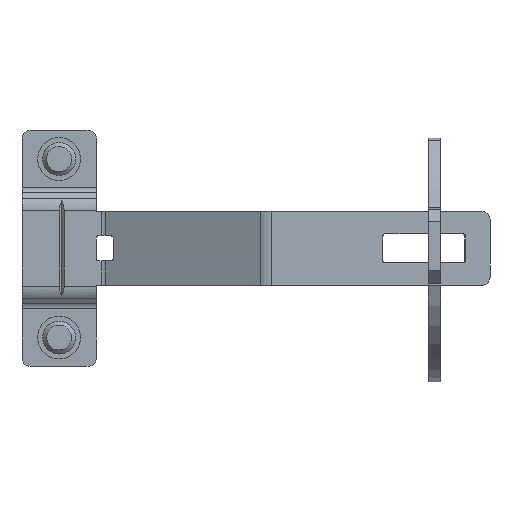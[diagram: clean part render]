
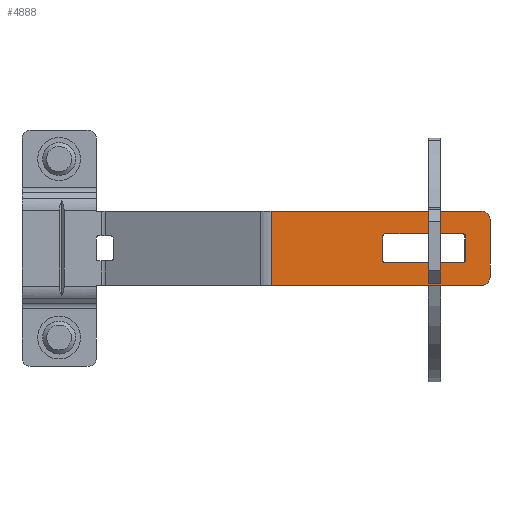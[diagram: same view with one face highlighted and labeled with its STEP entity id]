
A CAD part, front view. The second image highlights one B-rep face of the part: STEP entity #4888.
In plain terms, the highlighted planar face has unit normal (0.052, -0.999, 0).
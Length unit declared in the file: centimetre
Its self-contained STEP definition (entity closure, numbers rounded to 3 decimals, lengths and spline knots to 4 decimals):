
#121=FACE_BOUND('',#816,.T.);
#219=CIRCLE('',#5253,0.025);
#221=CIRCLE('',#5257,0.025);
#223=CIRCLE('',#5261,0.025);
#225=CIRCLE('',#5265,0.025);
#228=CIRCLE('',#5270,0.1);
#229=CIRCLE('',#5273,0.1);
#541=FACE_OUTER_BOUND('',#815,.T.);
#815=EDGE_LOOP('',(#3538,#3539,#3540,#3541,#3542,#3543));
#816=EDGE_LOOP('',(#3544,#3545,#3546,#3547,#3548,#3549,#3550,#3551));
#1179=LINE('',#7562,#1617);
#1183=LINE('',#7574,#1621);
#1187=LINE('',#7586,#1625);
#1192=LINE('',#7598,#1630);
#1195=LINE('',#7610,#1633);
#1198=LINE('',#7616,#1636);
#1199=LINE('',#7620,#1637);
#1200=LINE('',#7621,#1638);
#1617=VECTOR('',#6148,1.);
#1621=VECTOR('',#6160,1.);
#1625=VECTOR('',#6172,1.);
#1630=VECTOR('',#6185,1.);
#1633=VECTOR('',#6196,1.);
#1636=VECTOR('',#6201,1.);
#1637=VECTOR('',#6204,1.);
#1638=VECTOR('',#6205,1.);
#2051=VERTEX_POINT('',#7552);
#2052=VERTEX_POINT('',#7553);
#2055=VERTEX_POINT('',#7561);
#2057=VERTEX_POINT('',#7567);
#2059=VERTEX_POINT('',#7573);
#2061=VERTEX_POINT('',#7579);
#2063=VERTEX_POINT('',#7585);
#2065=VERTEX_POINT('',#7591);
#2069=VERTEX_POINT('',#7603);
#2070=VERTEX_POINT('',#7605);
#2071=VERTEX_POINT('',#7609);
#2073=VERTEX_POINT('',#7615);
#2074=VERTEX_POINT('',#7617);
#2075=VERTEX_POINT('',#7619);
#2573=EDGE_CURVE('',#2051,#2052,#219,.T.);
#2577=EDGE_CURVE('',#2055,#2052,#1179,.T.);
#2580=EDGE_CURVE('',#2055,#2057,#221,.T.);
#2583=EDGE_CURVE('',#2059,#2057,#1183,.T.);
#2586=EDGE_CURVE('',#2059,#2061,#223,.T.);
#2589=EDGE_CURVE('',#2063,#2061,#1187,.T.);
#2592=EDGE_CURVE('',#2063,#2065,#225,.T.);
#2596=EDGE_CURVE('',#2051,#2065,#1192,.T.);
#2599=EDGE_CURVE('',#2069,#2070,#228,.T.);
#2601=EDGE_CURVE('',#2071,#2070,#1195,.T.);
#2604=EDGE_CURVE('',#2069,#2073,#1198,.T.);
#2605=EDGE_CURVE('',#2074,#2073,#229,.T.);
#2606=EDGE_CURVE('',#2074,#2075,#1199,.T.);
#2607=EDGE_CURVE('',#2075,#2071,#1200,.T.);
#3538=ORIENTED_EDGE('',*,*,#2599,.F.);
#3539=ORIENTED_EDGE('',*,*,#2604,.T.);
#3540=ORIENTED_EDGE('',*,*,#2605,.F.);
#3541=ORIENTED_EDGE('',*,*,#2606,.T.);
#3542=ORIENTED_EDGE('',*,*,#2607,.T.);
#3543=ORIENTED_EDGE('',*,*,#2601,.T.);
#3544=ORIENTED_EDGE('',*,*,#2596,.T.);
#3545=ORIENTED_EDGE('',*,*,#2592,.F.);
#3546=ORIENTED_EDGE('',*,*,#2589,.T.);
#3547=ORIENTED_EDGE('',*,*,#2586,.F.);
#3548=ORIENTED_EDGE('',*,*,#2583,.T.);
#3549=ORIENTED_EDGE('',*,*,#2580,.F.);
#3550=ORIENTED_EDGE('',*,*,#2577,.T.);
#3551=ORIENTED_EDGE('',*,*,#2573,.F.);
#4329=PLANE('',#5272);
#4888=ADVANCED_FACE('',(#541,#121),#4329,.F.);
#5253=AXIS2_PLACEMENT_3D('',#7554,#6140,#6141);
#5257=AXIS2_PLACEMENT_3D('',#7568,#6153,#6154);
#5261=AXIS2_PLACEMENT_3D('',#7580,#6165,#6166);
#5265=AXIS2_PLACEMENT_3D('',#7592,#6177,#6178);
#5270=AXIS2_PLACEMENT_3D('',#7606,#6191,#6192);
#5272=AXIS2_PLACEMENT_3D('',#7614,#6199,#6200);
#5273=AXIS2_PLACEMENT_3D('',#7618,#6202,#6203);
#6140=DIRECTION('center_axis',(0.052,-0.999,0.));
#6141=DIRECTION('ref_axis',(-0.706,-0.037,0.707));
#6148=DIRECTION('',(0.,0.,1.));
#6153=DIRECTION('center_axis',(0.052,-0.999,0.));
#6154=DIRECTION('ref_axis',(-0.706,-0.037,-0.707));
#6160=DIRECTION('',(-0.999,-0.052,0.));
#6165=DIRECTION('center_axis',(0.052,-0.999,0.));
#6166=DIRECTION('ref_axis',(0.706,0.037,-0.707));
#6172=DIRECTION('',(0.,0.,-1.));
#6177=DIRECTION('center_axis',(0.052,-0.999,0.));
#6178=DIRECTION('ref_axis',(0.706,0.037,0.707));
#6185=DIRECTION('',(0.999,0.052,0.));
#6191=DIRECTION('center_axis',(-0.052,0.999,0.));
#6192=DIRECTION('ref_axis',(0.706,0.037,-0.707));
#6196=DIRECTION('',(0.999,0.052,0.));
#6199=DIRECTION('center_axis',(-0.052,0.999,0.));
#6200=DIRECTION('ref_axis',(0.999,0.052,0.));
#6201=DIRECTION('',(0.,0.,1.));
#6202=DIRECTION('center_axis',(-0.052,0.999,0.));
#6203=DIRECTION('ref_axis',(0.706,0.037,0.707));
#6204=DIRECTION('',(-0.999,-0.052,0.));
#6205=DIRECTION('',(0.,0.,-1.));
#7552=CARTESIAN_POINT('',(-0.6008,-1.8186,0.175));
#7553=CARTESIAN_POINT('',(-0.6258,-1.8199,0.15));
#7554=CARTESIAN_POINT('Origin',(-0.6008,-1.8186,0.15));
#7561=CARTESIAN_POINT('',(-0.6258,-1.8199,-0.15));
#7562=CARTESIAN_POINT('',(-0.6258,-1.8199,-0.0875));
#7567=CARTESIAN_POINT('',(-0.6008,-1.8186,-0.175));
#7568=CARTESIAN_POINT('Origin',(-0.6008,-1.8186,-0.15));
#7573=CARTESIAN_POINT('',(0.3479,-1.7689,-0.175));
#7574=CARTESIAN_POINT('',(-2.1986,-1.9023,-0.175));
#7579=CARTESIAN_POINT('',(0.3728,-1.7676,-0.15));
#7580=CARTESIAN_POINT('Origin',(0.3479,-1.7689,-0.15));
#7585=CARTESIAN_POINT('',(0.3728,-1.7676,0.15));
#7586=CARTESIAN_POINT('',(0.3728,-1.7676,0.0875));
#7591=CARTESIAN_POINT('',(0.3479,-1.7689,0.175));
#7592=CARTESIAN_POINT('Origin',(0.3479,-1.7689,0.15));
#7598=CARTESIAN_POINT('',(-2.698,-1.9285,0.175));
#7603=CARTESIAN_POINT('',(0.6724,-1.7519,-0.35));
#7605=CARTESIAN_POINT('',(0.5725,-1.7571,-0.45));
#7606=CARTESIAN_POINT('Origin',(0.5725,-1.7571,-0.35));
#7609=CARTESIAN_POINT('',(-1.9805,-1.8909,-0.45));
#7610=CARTESIAN_POINT('',(-4.3207,-2.0135,-0.45));
#7614=CARTESIAN_POINT('Origin',(-4.7701,-2.0371,0.));
#7615=CARTESIAN_POINT('',(0.6724,-1.7519,0.35));
#7616=CARTESIAN_POINT('',(0.6724,-1.7519,-0.45));
#7617=CARTESIAN_POINT('',(0.5725,-1.7571,0.45));
#7618=CARTESIAN_POINT('Origin',(0.5725,-1.7571,0.35));
#7619=CARTESIAN_POINT('',(-1.9805,-1.8909,0.45));
#7620=CARTESIAN_POINT('',(0.6724,-1.7519,0.45));
#7621=CARTESIAN_POINT('',(-1.9805,-1.8909,-0.225));
